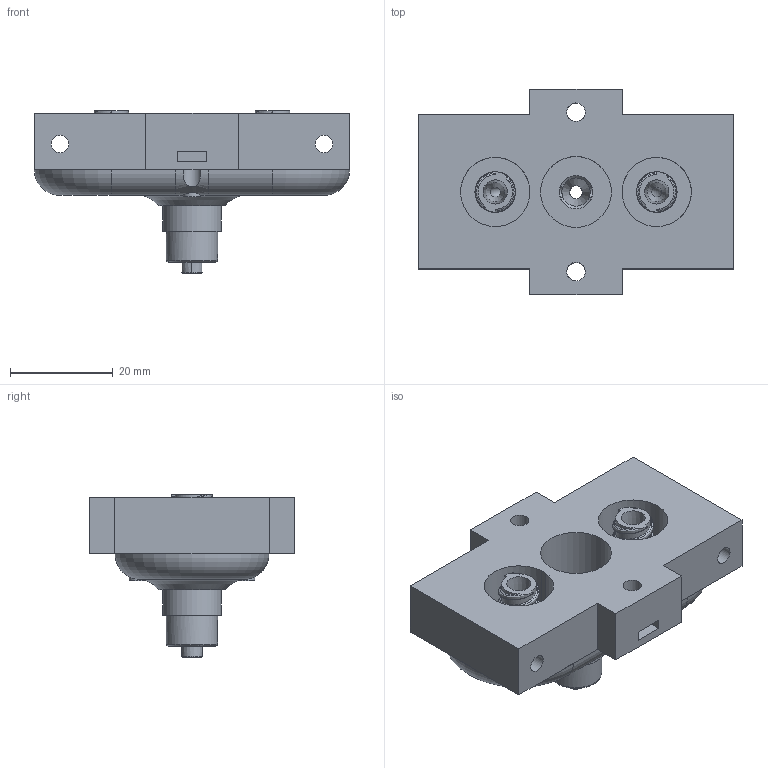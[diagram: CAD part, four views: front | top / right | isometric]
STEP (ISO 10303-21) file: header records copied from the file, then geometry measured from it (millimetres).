
FILE_DESCRIPTION(/* description */ ('STEP AP242','CAx-IF Rec.Pracs.---Representation and Presentation of Product Manufacturing Information (PMI)---4.0---2014-10-13','CAx-IF Rec.Pracs.---3D Tessellated Geometry---0.4---2014-09-14','2;1'),/* implementation_level */ '2;1');
FILE_NAME(/* name */ '66e70b24b7f29076a984cac8',/* time_stamp */ '2024-09-15T16:28:21Z',/* author */ (''),/* organization */ (''),/* preprocessor_version */ 'ST-DEVELOPER v20',/* originating_system */ ' ',/* authorisation */ ' ');
FILE_SCHEMA (('AP242_MANAGED_MODEL_BASED_3D_ENGINEERING_MIM_LF { 1 0 10303 442 1 1 4 }'));
Length unit declared in the file: metre
Products named in the file (1): Main Body
Bounding box: 61.44 x 40 x 31.7 mm (x, y, z)
Volume: 25233.5 mm3; surface area: 11165.4 mm2
Topology: 1 solids, 1 shells, 137 faces, 353 edges, 229 vertices
Faces by surface type: plane 63, cylinder 40, bspline 16, cone 11, torus 7
Full cylindrical faces by diameter (mm): 2 x2, 2.634 x1, 3.4 x4, 3.6 x4, 5.5 x1, 6.477 x1, 6.5 x2, 7.9 x2, 9.975 x1, 11.4 x1, 13.5 x2, 13.8 x1
Entity records: 7640 total; most frequent: CARTESIAN_POINT 4632, ORIENTED_EDGE 606, DIRECTION 562, EDGE_CURVE 303, AXIS2_PLACEMENT_3D 223, VERTEX_POINT 209, EDGE_LOOP 196, FACE_BOUND 196
